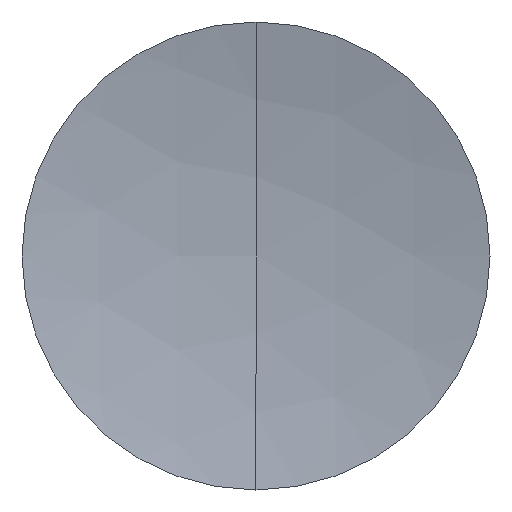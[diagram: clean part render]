
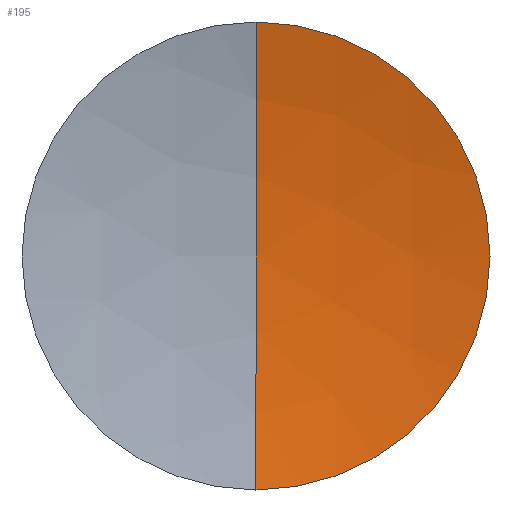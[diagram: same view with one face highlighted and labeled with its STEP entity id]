
A CAD part, left-side view. The second image highlights one B-rep face of the part: STEP entity #195.
In plain terms, the highlighted spherical face has radius 91.62 mm.
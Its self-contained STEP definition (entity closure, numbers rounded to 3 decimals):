
#7 = FACE_OUTER_BOUND ( 'NONE', #267, .T. ) ;
#14 = SPHERICAL_SURFACE ( 'NONE', #341, 91.62 ) ;
#20 = EDGE_CURVE ( 'NONE', #92, #157, #266, .T. ) ;
#30 = CARTESIAN_POINT ( 'NONE',  ( 243.593, 0., 20. ) ) ;
#63 = DIRECTION ( 'NONE',  ( 0., 0., -1. ) ) ;
#67 = AXIS2_PLACEMENT_3D ( 'NONE', #76, #260, #170 ) ;
#76 = CARTESIAN_POINT ( 'NONE',  ( 243.593, 0., 0. ) ) ;
#77 = DIRECTION ( 'NONE',  ( 0., 0., 1. ) ) ;
#80 = AXIS2_PLACEMENT_3D ( 'NONE', #173, #202, #203 ) ;
#92 = VERTEX_POINT ( 'NONE', #324 ) ;
#95 = CARTESIAN_POINT ( 'NONE',  ( 154.183, 0., 0. ) ) ;
#97 = DIRECTION ( 'NONE',  ( 0., 1., 0. ) ) ;
#114 = VERTEX_POINT ( 'NONE', #268 ) ;
#132 = CIRCLE ( 'NONE', #67, 20. ) ;
#152 = ORIENTED_EDGE ( 'NONE', *, *, #244, .T. ) ;
#157 = VERTEX_POINT ( 'NONE', #30 ) ;
#170 = DIRECTION ( 'NONE',  ( 0., 0., 1. ) ) ;
#173 = CARTESIAN_POINT ( 'NONE',  ( 154.183, 0., 0. ) ) ;
#194 = CARTESIAN_POINT ( 'NONE',  ( 154.183, 0., 0. ) ) ;
#195 = ADVANCED_FACE ( 'NONE', ( #7 ), #14, .F. ) ;
#202 = DIRECTION ( 'NONE',  ( 0., 1., 0. ) ) ;
#203 = DIRECTION ( 'NONE',  ( 0., 0., 1. ) ) ;
#225 = CIRCLE ( 'NONE', #80, 91.62 ) ;
#227 = ORIENTED_EDGE ( 'NONE', *, *, #320, .T. ) ;
#244 = EDGE_CURVE ( 'NONE', #114, #157, #132, .T. ) ;
#245 = DIRECTION ( 'NONE',  ( 0., -1., 0. ) ) ;
#249 = ORIENTED_EDGE ( 'NONE', *, *, #20, .F. ) ;
#251 = AXIS2_PLACEMENT_3D ( 'NONE', #194, #245, #63 ) ;
#260 = DIRECTION ( 'NONE',  ( -1., 0., 0. ) ) ;
#266 = CIRCLE ( 'NONE', #251, 91.62 ) ;
#267 = EDGE_LOOP ( 'NONE', ( #249, #227, #152 ) ) ;
#268 = CARTESIAN_POINT ( 'NONE',  ( 243.593, 0., -20. ) ) ;
#320 = EDGE_CURVE ( 'NONE', #92, #114, #225, .T. ) ;
#324 = CARTESIAN_POINT ( 'NONE',  ( 245.803, 0., 0. ) ) ;
#341 = AXIS2_PLACEMENT_3D ( 'NONE', #95, #97, #77 ) ;
